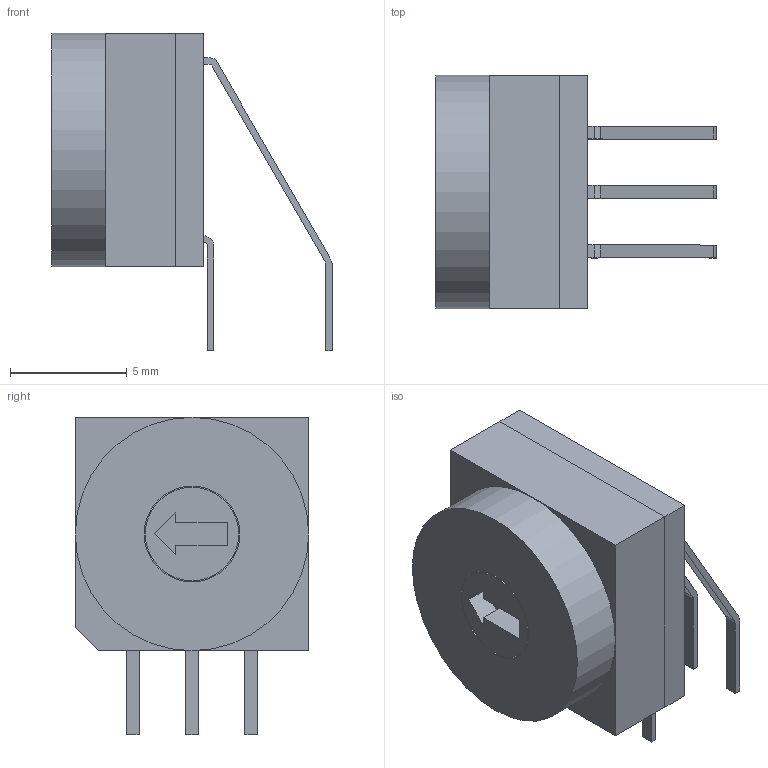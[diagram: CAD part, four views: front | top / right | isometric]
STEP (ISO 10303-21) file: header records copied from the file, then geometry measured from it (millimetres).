
FILE_DESCRIPTION(/* description */ (''),/* implementation_level */ '2;1');
FILE_NAME(/* name */ 'SW_APEM_PT65721L508.stp',/* time_stamp */ '2015-03-02T11:08:16+01:00',/* author */ ('admchouv'),/* organization */ (''),/* preprocessor_version */ 'ST-DEVELOPER v15.5',/* originating_system */ 'AutoCAD Mechanical',/* authorisation */ '');
FILE_SCHEMA (('AUTOMOTIVE_DESIGN { 1 0 10303 214 3 1 1 }'));
Length unit declared in the file: millimetre
Products named in the file (1): Product
Bounding box: 12.02 x 10 x 13.6 mm (x, y, z)
Volume: 602.7 mm3; surface area: 973.3 mm2
Topology: 10 solids, 10 shells, 99 faces, 231 edges, 154 vertices
Faces by surface type: plane 78, cylinder 21
Full cylindrical faces by diameter (mm): 4 x1, 4.1 x1, 10 x1
Entity records: 2829 total; most frequent: CARTESIAN_POINT 482, DIRECTION 470, ORIENTED_EDGE 456, EDGE_CURVE 228, LINE 186, VECTOR 186, VERTEX_POINT 154, AXIS2_PLACEMENT_3D 142
